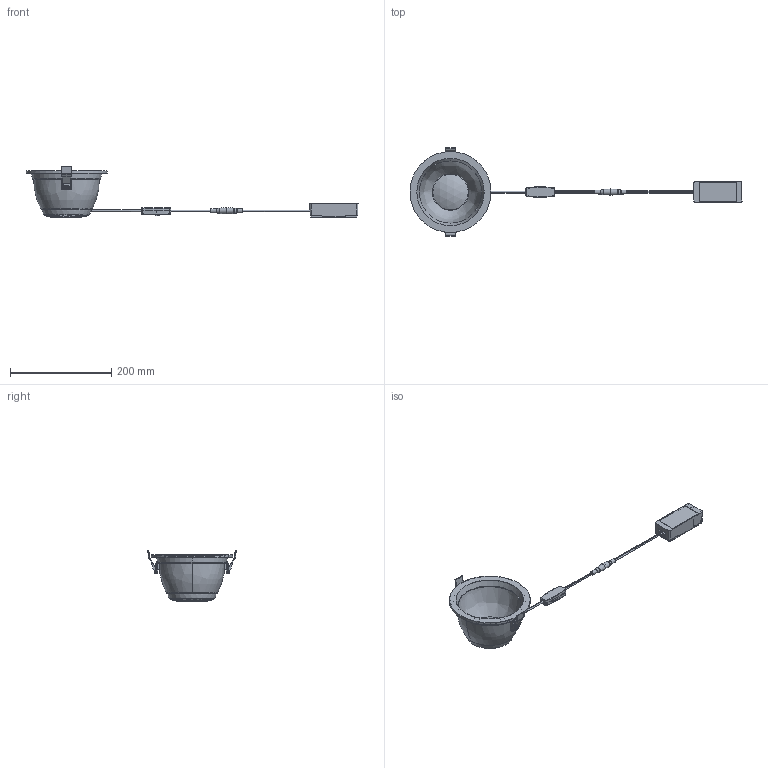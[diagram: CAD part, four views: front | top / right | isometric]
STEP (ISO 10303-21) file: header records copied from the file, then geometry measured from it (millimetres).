
FILE_DESCRIPTION (( 'STEP AP214' ), '1' );
FILE_NAME ('DL CMFT D150 UGR.STEP', '2024-11-18T12:14:13', ( '' ), ( '' ), 'SwSTEP 2.0', 'SolidWorks 2022', '' );
FILE_SCHEMA (( 'AUTOMOTIVE_DESIGN' ));
Length unit declared in the file: millimetre
Products named in the file (1): DL CMFT D150 UGR
Bounding box: 655.55 x 175.12 x 102.65 mm (x, y, z)
Volume: 203173.6 mm3; surface area: 254041.1 mm2
Topology: 27 solids, 27 shells, 928 faces, 2405 edges, 1538 vertices
Faces by surface type: plane 421, cylinder 233, bspline 152, cone 75, torus 34, sphere 13
Full cylindrical faces by diameter (mm): 5.54 x2, 8 x2, 70 x1, 128 x1, 156.2 x1
Entity records: 64137 total; most frequent: CARTESIAN_POINT 32818, ORIENTED_EDGE 4662, DIRECTION 3736, EDGE_CURVE 2331, VERTEX_POINT 1510, AXIS2_PLACEMENT_3D 1309, LINE 1118, VECTOR 1118
